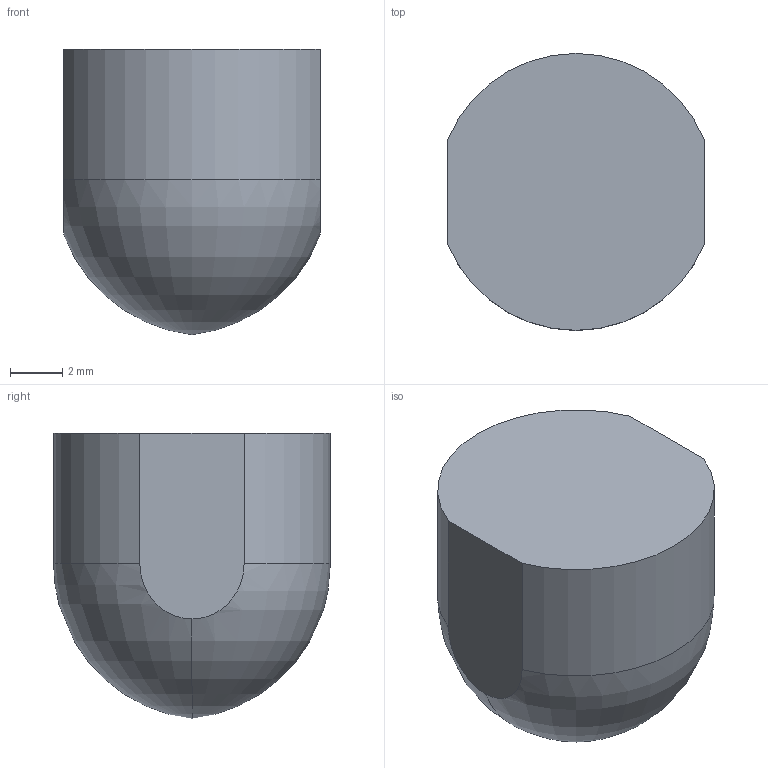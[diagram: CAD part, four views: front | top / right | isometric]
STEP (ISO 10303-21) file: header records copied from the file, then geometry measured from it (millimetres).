
FILE_DESCRIPTION (( 'STEP AP203' ), '1' );
FILE_NAME ('LOx_Nut.STEP', '2025-01-31T03:00:16', ( '' ), ( '' ), 'SwSTEP 2.0', 'SolidWorks 2024', '' );
FILE_SCHEMA (( 'CONFIG_CONTROL_DESIGN' ));
Length unit declared in the file: millimetre
Products named in the file (1): LOx_Nut
Bounding box: 9.85 x 10.63 x 10.96 mm (x, y, z)
Volume: 770.1 mm3; surface area: 439.2 mm2
Topology: 1 solids, 1 shells, 7 faces, 18 edges, 11 vertices
Faces by surface type: plane 3, torus 2, cylinder 2
Entity records: 337 total; most frequent: CARTESIAN_POINT 99, DIRECTION 34, ORIENTED_EDGE 32, EDGE_CURVE 16, AXIS2_PLACEMENT_3D 14, VERTEX_POINT 11, PERSON_AND_ORGANIZATION 8, FACE_OUTER_BOUND 7
